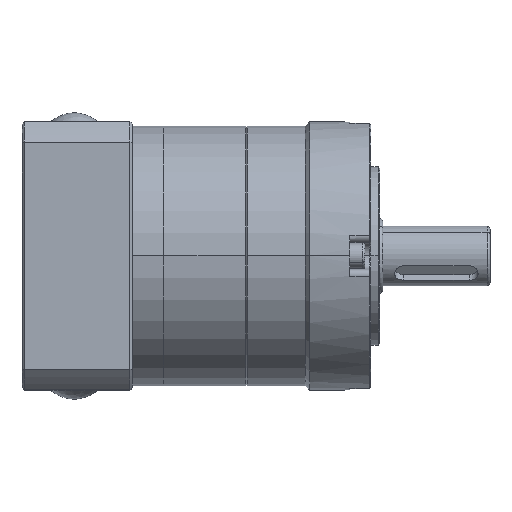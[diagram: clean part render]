
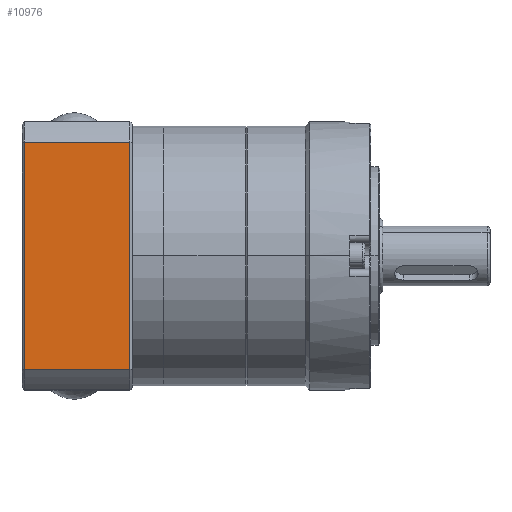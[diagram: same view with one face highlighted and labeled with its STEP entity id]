
A CAD part, top view. The second image highlights one B-rep face of the part: STEP entity #10976.
In plain terms, the highlighted face is planar.
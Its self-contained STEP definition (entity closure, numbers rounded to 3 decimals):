
#732 = DIRECTION ( 'NONE',  ( 0., 1., 0. ) ) ;
#1289 = DIRECTION ( 'NONE',  ( 0., 0., -1. ) ) ;
#1923 = VERTEX_POINT ( 'NONE', #2396 ) ;
#1990 = EDGE_CURVE ( 'NONE', #1923, #15278, #12959, .T. ) ;
#2009 = CARTESIAN_POINT ( 'NONE',  ( 45., 38.158, 11.3 ) ) ;
#2396 = CARTESIAN_POINT ( 'NONE',  ( 45., 38.158, 46.7 ) ) ;
#2437 = VECTOR ( 'NONE', #10504, 1000. ) ;
#3081 = LINE ( 'NONE', #14855, #15784 ) ;
#3355 = VECTOR ( 'NONE', #732, 1000. ) ;
#3636 = ORIENTED_EDGE ( 'NONE', *, *, #14297, .T. ) ;
#4145 = CARTESIAN_POINT ( 'NONE',  ( 45., -38.158, 0. ) ) ;
#4151 = CARTESIAN_POINT ( 'NONE',  ( 45., -38.158, 46.7 ) ) ;
#4699 = CARTESIAN_POINT ( 'NONE',  ( 45., -38.158, 11.3 ) ) ;
#5173 = CARTESIAN_POINT ( 'NONE',  ( 45., -45., 47.5 ) ) ;
#5533 = CARTESIAN_POINT ( 'NONE',  ( 45., 38.158, 11.3 ) ) ;
#6448 = DIRECTION ( 'NONE',  ( 0., 0., 1. ) ) ;
#7423 = ORIENTED_EDGE ( 'NONE', *, *, #1990, .F. ) ;
#7839 = EDGE_CURVE ( 'NONE', #1923, #9910, #3081, .T. ) ;
#8889 = CARTESIAN_POINT ( 'NONE',  ( 45., 38.158, 0. ) ) ;
#9072 = EDGE_CURVE ( 'NONE', #14993, #9910, #9593, .T. ) ;
#9394 = ORIENTED_EDGE ( 'NONE', *, *, #9072, .F. ) ;
#9555 = FACE_OUTER_BOUND ( 'NONE', #11988, .T. ) ;
#9593 = LINE ( 'NONE', #4145, #2437 ) ;
#9910 = VERTEX_POINT ( 'NONE', #4151 ) ;
#10504 = DIRECTION ( 'NONE',  ( 0., 0., 1. ) ) ;
#10976 = ADVANCED_FACE ( 'NONE', ( #9555 ), #11519, .F. ) ;
#11519 = PLANE ( 'NONE',  #15463 ) ;
#11988 = EDGE_LOOP ( 'NONE', ( #9394, #3636, #7423, #13723 ) ) ;
#12562 = VECTOR ( 'NONE', #1289, 1000. ) ;
#12959 = LINE ( 'NONE', #8889, #12562 ) ;
#13498 = LINE ( 'NONE', #2009, #3355 ) ;
#13723 = ORIENTED_EDGE ( 'NONE', *, *, #7839, .T. ) ;
#14058 = DIRECTION ( 'NONE',  ( -1., 0., 0. ) ) ;
#14297 = EDGE_CURVE ( 'NONE', #14993, #15278, #13498, .T. ) ;
#14855 = CARTESIAN_POINT ( 'NONE',  ( 45., -38.158, 46.7 ) ) ;
#14993 = VERTEX_POINT ( 'NONE', #4699 ) ;
#15278 = VERTEX_POINT ( 'NONE', #5533 ) ;
#15463 = AXIS2_PLACEMENT_3D ( 'NONE', #5173, #14058, #6448 ) ;
#15784 = VECTOR ( 'NONE', #16132, 1000. ) ;
#16132 = DIRECTION ( 'NONE',  ( 0., -1., 0. ) ) ;
